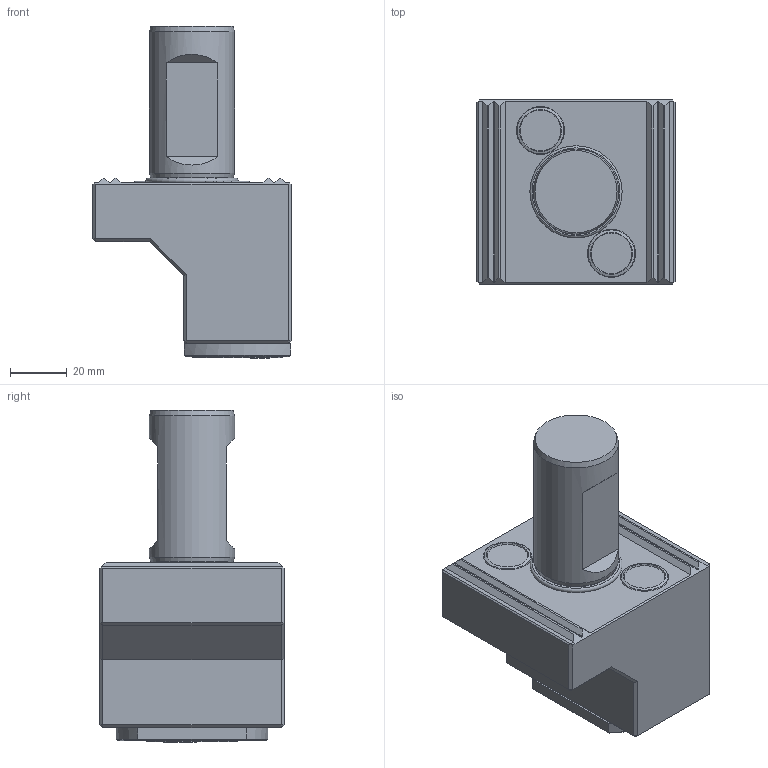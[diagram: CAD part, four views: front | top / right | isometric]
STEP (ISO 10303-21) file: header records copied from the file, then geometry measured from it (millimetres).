
FILE_DESCRIPTION(/* description */ (''),/* implementation_level */ '2;1');
FILE_NAME(/* name */ '1617963776138.stp',/* time_stamp */ '2021-04-09T12:23:01+02:00',/* author */ (''),/* organization */ ('SMS'),/* preprocessor_version */ 'ST-DEVELOPER v16.7',/* originating_system */ 'SIEMENS PLM Software NX 12.0',/* authorisation */ '');
FILE_SCHEMA (('AUTOMOTIVE_DESIGN { 1 0 10303 214 3 1 1 1 }'));
Length unit declared in the file: millimetre
Products named in the file (1): 203469271mod000_00
Bounding box: 70 x 65 x 117 mm (x, y, z)
Volume: 226997.6 mm3; surface area: 29107.7 mm2
Topology: 1 solids, 1 shells, 91 faces, 218 edges, 140 vertices
Faces by surface type: plane 69, cylinder 9, cone 8, torus 4, bspline 1
Full cylindrical faces by diameter (mm): 2 x1, 16.9 x2, 30 x1, 32 x1
Entity records: 2679 total; most frequent: CARTESIAN_POINT 648, DIRECTION 400, ORIENTED_EDGE 382, EDGE_CURVE 191, LINE 136, VECTOR 136, AXIS2_PLACEMENT_3D 132, VERTEX_POINT 127
